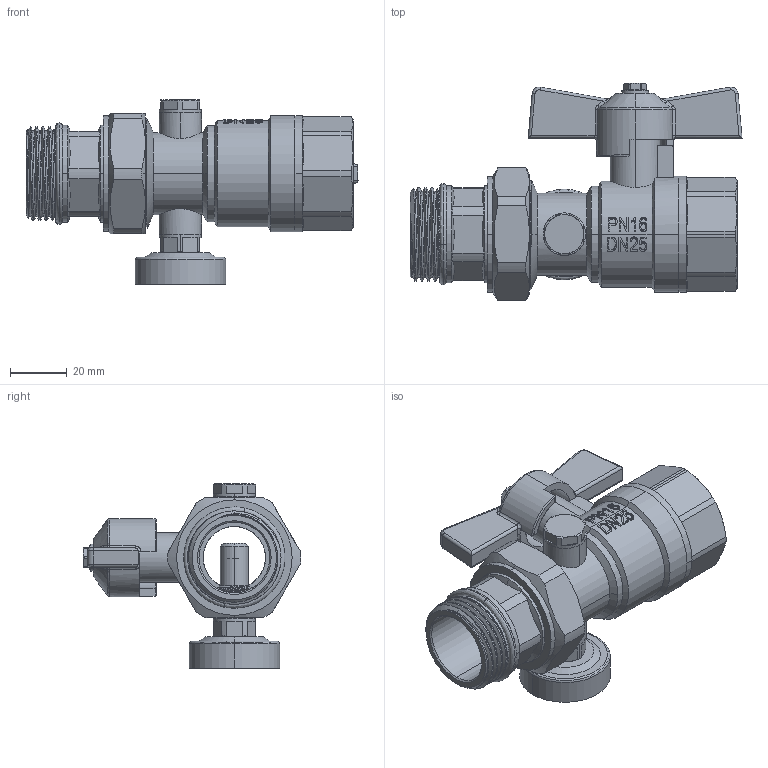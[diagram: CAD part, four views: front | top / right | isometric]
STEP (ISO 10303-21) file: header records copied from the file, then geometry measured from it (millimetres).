
FILE_DESCRIPTION (( 'STEP AP214' ), '1' );
FILE_NAME ('R-BV-DN25.STEP', '2023-11-12T02:39:51', ( '' ), ( '' ), 'SwSTEP 2.0', 'SolidWorks 2018', '' );
FILE_SCHEMA (( 'AUTOMOTIVE_DESIGN' ));
Length unit declared in the file: millimetre
Products named in the file (15): 黑芛; 34球; R-BV-DN25; 35x2.5; 妗暱概裝; W32090011 恲僅桶; 371.005.00 蹟隊M4x10; 俋佪魂諉芛; 郋赽; 30x22x3.2呿蹋卼; 25樓酗簽; 36x28x5.5; 25极; 忒梟; 魂諉簽
Assembly tree (15 placements, depth 2):
  R-BV-DN25
    25极
    妗暱概裝
    忒梟
    魂諉簽
    俋佪魂諉芛
    黑芛
    郋赽
    371.005.00 蹟隊M4x10
    35x2.5
    34球
    30x22x3.2呿蹋卼  x2
    36x28x5.5
    25樓酗簽
    W32090011 恲僅桶
Bounding box: 117.25 x 76.9 x 65 mm (x, y, z)
Volume: 78351.4 mm3; surface area: 66207.6 mm2
Topology: 15 solids, 15 shells, 1353 faces, 3433 edges, 2232 vertices
Faces by surface type: plane 547, cylinder 433, bspline 238, cone 129, sphere 4, torus 2
Entity records: 79710 total; most frequent: CARTESIAN_POINT 49254, ORIENTED_EDGE 6796, DIRECTION 5360, EDGE_CURVE 3398, VERTEX_POINT 2217, AXIS2_PLACEMENT_3D 1859, LINE 1642, VECTOR 1642
